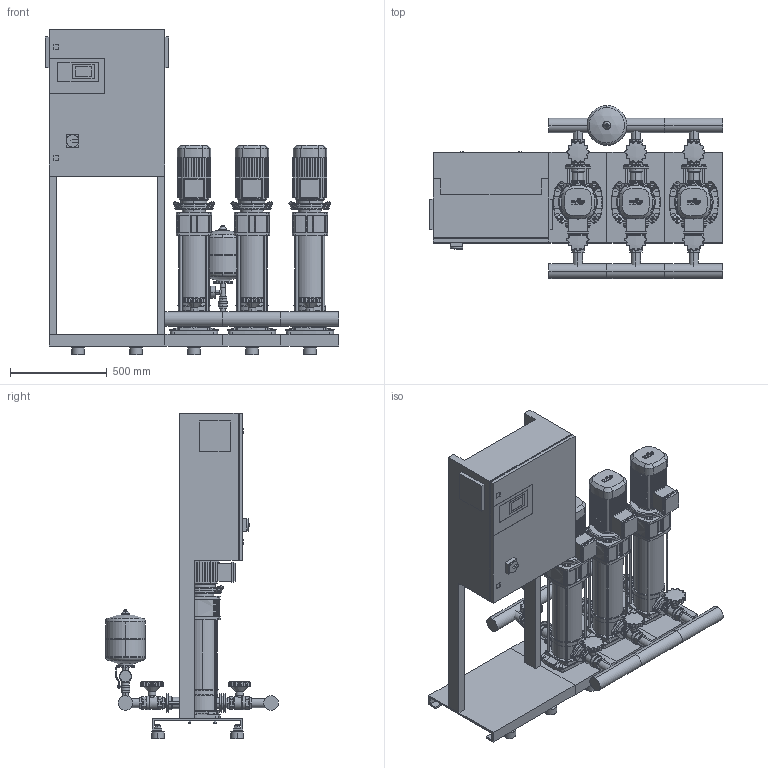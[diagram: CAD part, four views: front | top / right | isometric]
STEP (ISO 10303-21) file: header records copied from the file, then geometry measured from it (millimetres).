
FILE_DESCRIPTION((''),'2;1');
FILE_NAME('3d_COR-3HELIXV1008_K_CC-2534180.stp','2016-01-22T13:56:22',(''),(''),'Mechanical Desktop 2009','Mechanical Desktop 2009',', , ');
FILE_SCHEMA(('CONFIG_CONTROL_DESIGN'));
Length unit declared in the file: millimetre
Products named in the file (1): Product
Bounding box: 1520 x 895.05 x 1685 mm (x, y, z)
Volume: 225020167.2 mm3; surface area: 10580583.2 mm2
Topology: 154 solids, 154 shells, 4444 faces, 11234 edges, 7327 vertices
Faces by surface type: plane 1739, cylinder 1320, bspline 1041, cone 242, torus 82, sphere 20
Entity records: 143605 total; most frequent: CARTESIAN_POINT 36995, ORIENTED_EDGE 22444, DIRECTION 21354, EDGE_CURVE 11222, AXIS2_PLACEMENT_3D 7360, VERTEX_POINT 7322, VECTOR 6634, LINE 6634
